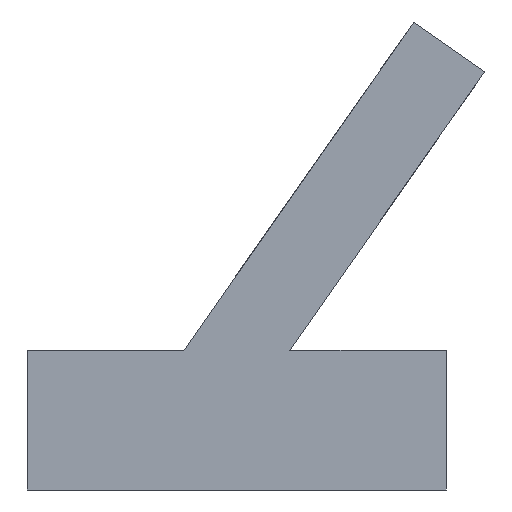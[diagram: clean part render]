
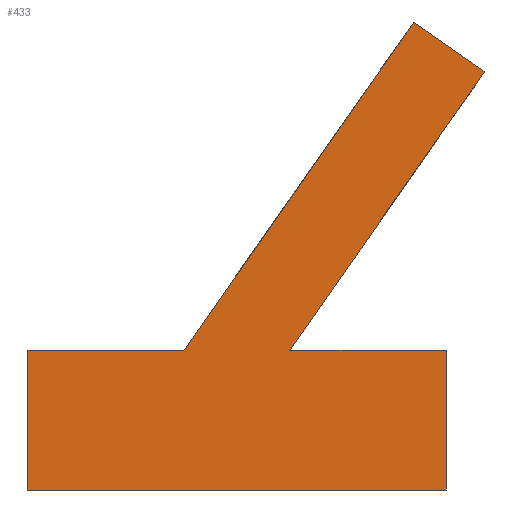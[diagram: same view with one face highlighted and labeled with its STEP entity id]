
A CAD part, front view. The second image highlights one B-rep face of the part: STEP entity #433.
In plain terms, the highlighted planar face has unit normal (0, -1, 0).
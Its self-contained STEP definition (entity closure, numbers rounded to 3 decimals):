
#49=PLANE('',#481);
#67=FACE_OUTER_BOUND('',#88,.T.);
#88=EDGE_LOOP('',(#362,#363,#364,#365,#366,#367,#368,#369));
#105=LINE('',#639,#152);
#111=LINE('',#652,#158);
#126=LINE('',#682,#173);
#130=LINE('',#693,#177);
#131=LINE('',#696,#178);
#132=LINE('',#698,#179);
#133=LINE('',#699,#180);
#134=LINE('',#700,#181);
#152=VECTOR('',#518,10.);
#158=VECTOR('',#528,10.);
#173=VECTOR('',#555,10.);
#177=VECTOR('',#565,10.);
#178=VECTOR('',#568,10.);
#179=VECTOR('',#569,10.);
#180=VECTOR('',#570,10.);
#181=VECTOR('',#571,10.);
#213=VERTEX_POINT('',#636);
#214=VERTEX_POINT('',#638);
#219=VERTEX_POINT('',#651);
#228=VERTEX_POINT('',#680);
#229=VERTEX_POINT('',#686);
#232=VERTEX_POINT('',#691);
#233=VERTEX_POINT('',#695);
#234=VERTEX_POINT('',#697);
#253=EDGE_CURVE('',#213,#214,#105,.T.);
#259=EDGE_CURVE('',#219,#214,#111,.T.);
#276=EDGE_CURVE('',#228,#213,#126,.T.);
#280=EDGE_CURVE('',#229,#232,#130,.T.);
#281=EDGE_CURVE('',#233,#228,#131,.T.);
#282=EDGE_CURVE('',#234,#233,#132,.T.);
#283=EDGE_CURVE('',#234,#229,#133,.T.);
#284=EDGE_CURVE('',#219,#232,#134,.T.);
#362=ORIENTED_EDGE('',*,*,#259,.T.);
#363=ORIENTED_EDGE('',*,*,#253,.F.);
#364=ORIENTED_EDGE('',*,*,#276,.F.);
#365=ORIENTED_EDGE('',*,*,#281,.F.);
#366=ORIENTED_EDGE('',*,*,#282,.F.);
#367=ORIENTED_EDGE('',*,*,#283,.T.);
#368=ORIENTED_EDGE('',*,*,#280,.T.);
#369=ORIENTED_EDGE('',*,*,#284,.F.);
#433=ADVANCED_FACE('',(#67),#49,.T.);
#481=AXIS2_PLACEMENT_3D('',#694,#566,#567);
#518=DIRECTION('',(0.819,0.,-0.574));
#528=DIRECTION('',(0.574,0.,0.819));
#555=DIRECTION('',(0.574,0.,0.819));
#565=DIRECTION('',(0.,0.,1.));
#566=DIRECTION('center_axis',(0.,-1.,0.));
#567=DIRECTION('ref_axis',(1.,0.,0.));
#568=DIRECTION('',(1.,0.,0.));
#569=DIRECTION('',(0.,0.,1.));
#570=DIRECTION('',(1.,0.,0.));
#571=DIRECTION('',(1.,0.,0.));
#636=CARTESIAN_POINT('',(25.319,-2.5,66.973));
#638=CARTESIAN_POINT('',(35.48,-2.5,59.858));
#639=CARTESIAN_POINT('',(19.666,-2.5,70.931));
#651=CARTESIAN_POINT('',(7.572,-2.5,20.));
#652=CARTESIAN_POINT('',(31.178,-2.5,53.714));
#680=CARTESIAN_POINT('',(-7.572,-2.5,20.));
#682=CARTESIAN_POINT('',(21.017,-2.5,60.829));
#686=CARTESIAN_POINT('',(30.,-2.5,0.));
#691=CARTESIAN_POINT('',(30.,-2.5,20.));
#693=CARTESIAN_POINT('',(30.,-2.5,0.));
#694=CARTESIAN_POINT('Origin',(-30.,-2.5,0.));
#695=CARTESIAN_POINT('',(-30.,-2.5,20.));
#696=CARTESIAN_POINT('',(-30.,-2.5,20.));
#697=CARTESIAN_POINT('',(-30.,-2.5,0.));
#698=CARTESIAN_POINT('',(-30.,-2.5,0.));
#699=CARTESIAN_POINT('',(-30.,-2.5,0.));
#700=CARTESIAN_POINT('',(-30.,-2.5,20.));
